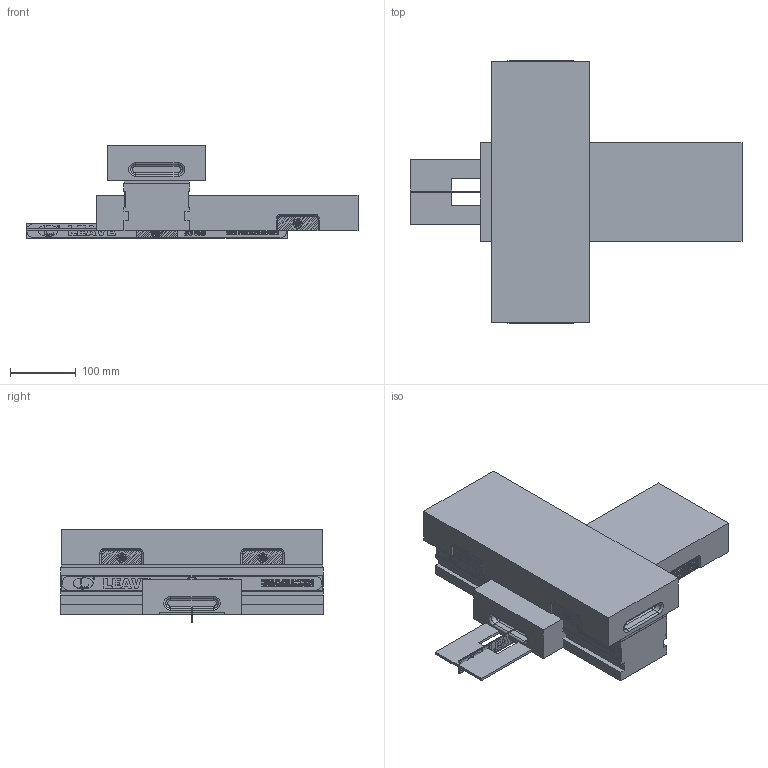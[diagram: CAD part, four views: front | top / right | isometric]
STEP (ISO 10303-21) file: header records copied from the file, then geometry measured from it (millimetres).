
FILE_DESCRIPTION( ( 'Unknown' ), '1' );
FILE_NAME( 'ALV-1040-0WH.stp', 'Unknown', ( 'S.C.H' ), ( 'Unknown' ), 'XStep 1.0', 'Unknown', ' ' );
FILE_SCHEMA( ( 'CONFIG_CONTROL_DESIGN' ) );
Length unit declared in the file: millimetre
Products named in the file (8): Assem1; Assem2; Assem3; 1; 2; 3; 4; 5
Bounding box: 506.5 x 400 x 141.75 mm (x, y, z)
Volume: 18132374.7 mm3; surface area: 1332821.4 mm2
Topology: 22 solids, 22 shells, 8036 faces, 21437 edges, 14266 vertices
Faces by surface type: plane 4981, extrusion 1595, cylinder 1412, torus 48
Full cylindrical faces by diameter (mm): 2.597 x5, 2.717 x5, 17.5 x5, 19.5 x5
Entity records: 50990 total; most frequent: CARTESIAN_POINT 13646, ORIENTED_EDGE 8058, DIRECTION 6629, EDGE_CURVE 4029, VECTOR 3179, LINE 2860, VERTEX_POINT 2678, AXIS2_PLACEMENT_3D 1725
